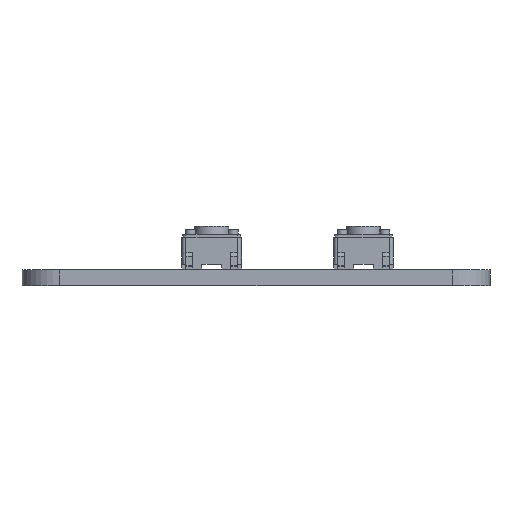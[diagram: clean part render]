
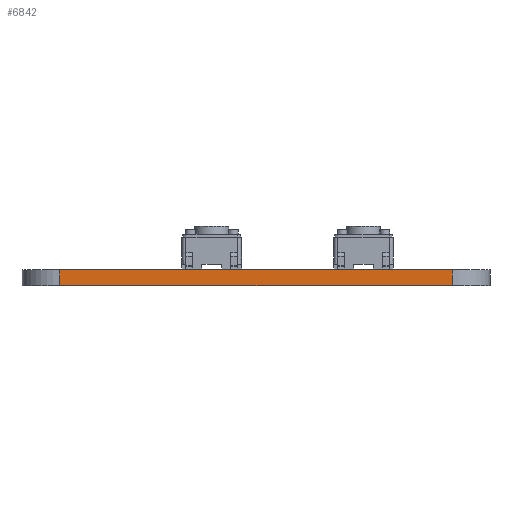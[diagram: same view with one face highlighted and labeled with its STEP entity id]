
A CAD part, left-side view. The second image highlights one B-rep face of the part: STEP entity #6842.
In plain terms, the highlighted planar face has unit normal (-1, 0, 0).
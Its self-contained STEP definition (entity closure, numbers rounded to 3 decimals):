
#6659 = CYLINDRICAL_SURFACE('',#6660,3.81);
#6660 = AXIS2_PLACEMENT_3D('',#6661,#6662,#6663);
#6661 = CARTESIAN_POINT('',(109.22,-97.79,0.));
#6662 = DIRECTION('',(-0.,-0.,-1.));
#6663 = DIRECTION('',(1.,0.,-0.));
#6684 = VERTEX_POINT('',#6685);
#6685 = CARTESIAN_POINT('',(105.41,-97.79,1.6));
#6700 = PLANE('',#6701);
#6701 = AXIS2_PLACEMENT_3D('',#6702,#6703,#6704);
#6702 = CARTESIAN_POINT('',(137.16,-117.475,1.6));
#6703 = DIRECTION('',(0.,0.,1.));
#6704 = DIRECTION('',(1.,0.,-0.));
#6712 = EDGE_CURVE('',#6713,#6684,#6715,.T.);
#6713 = VERTEX_POINT('',#6714);
#6714 = CARTESIAN_POINT('',(105.41,-97.79,0.));
#6715 = SURFACE_CURVE('',#6716,(#6720,#6727),.PCURVE_S1.);
#6716 = LINE('',#6717,#6718);
#6717 = CARTESIAN_POINT('',(105.41,-97.79,0.));
#6718 = VECTOR('',#6719,1.);
#6719 = DIRECTION('',(0.,0.,1.));
#6720 = PCURVE('',#6659,#6721);
#6721 = DEFINITIONAL_REPRESENTATION('',(#6722),#6726);
#6722 = LINE('',#6723,#6724);
#6723 = CARTESIAN_POINT('',(-3.142,0.));
#6724 = VECTOR('',#6725,1.);
#6725 = DIRECTION('',(-0.,-1.));
#6726 = ( GEOMETRIC_REPRESENTATION_CONTEXT(2) 
PARAMETRIC_REPRESENTATION_CONTEXT() REPRESENTATION_CONTEXT('2D SPACE',''
  ) );
#6727 = PCURVE('',#6728,#6733);
#6728 = PLANE('',#6729);
#6729 = AXIS2_PLACEMENT_3D('',#6730,#6731,#6732);
#6730 = CARTESIAN_POINT('',(105.41,-137.16,0.));
#6731 = DIRECTION('',(-1.,0.,0.));
#6732 = DIRECTION('',(0.,1.,0.));
#6733 = DEFINITIONAL_REPRESENTATION('',(#6734),#6738);
#6734 = LINE('',#6735,#6736);
#6735 = CARTESIAN_POINT('',(39.37,0.));
#6736 = VECTOR('',#6737,1.);
#6737 = DIRECTION('',(0.,-1.));
#6738 = ( GEOMETRIC_REPRESENTATION_CONTEXT(2) 
PARAMETRIC_REPRESENTATION_CONTEXT() REPRESENTATION_CONTEXT('2D SPACE',''
  ) );
#6755 = PLANE('',#6756);
#6756 = AXIS2_PLACEMENT_3D('',#6757,#6758,#6759);
#6757 = CARTESIAN_POINT('',(137.16,-117.475,0.));
#6758 = DIRECTION('',(0.,0.,1.));
#6759 = DIRECTION('',(1.,0.,-0.));
#6842 = ADVANCED_FACE('',(#6843),#6728,.T.);
#6843 = FACE_BOUND('',#6844,.T.);
#6844 = EDGE_LOOP('',(#6845,#6875,#6896,#6897));
#6845 = ORIENTED_EDGE('',*,*,#6846,.T.);
#6846 = EDGE_CURVE('',#6847,#6849,#6851,.T.);
#6847 = VERTEX_POINT('',#6848);
#6848 = CARTESIAN_POINT('',(105.41,-137.16,0.));
#6849 = VERTEX_POINT('',#6850);
#6850 = CARTESIAN_POINT('',(105.41,-137.16,1.6));
#6851 = SURFACE_CURVE('',#6852,(#6856,#6863),.PCURVE_S1.);
#6852 = LINE('',#6853,#6854);
#6853 = CARTESIAN_POINT('',(105.41,-137.16,0.));
#6854 = VECTOR('',#6855,1.);
#6855 = DIRECTION('',(0.,0.,1.));
#6856 = PCURVE('',#6728,#6857);
#6857 = DEFINITIONAL_REPRESENTATION('',(#6858),#6862);
#6858 = LINE('',#6859,#6860);
#6859 = CARTESIAN_POINT('',(0.,0.));
#6860 = VECTOR('',#6861,1.);
#6861 = DIRECTION('',(0.,-1.));
#6862 = ( GEOMETRIC_REPRESENTATION_CONTEXT(2) 
PARAMETRIC_REPRESENTATION_CONTEXT() REPRESENTATION_CONTEXT('2D SPACE',''
  ) );
#6863 = PCURVE('',#6864,#6869);
#6864 = CYLINDRICAL_SURFACE('',#6865,3.81);
#6865 = AXIS2_PLACEMENT_3D('',#6866,#6867,#6868);
#6866 = CARTESIAN_POINT('',(109.22,-137.16,0.));
#6867 = DIRECTION('',(-0.,-0.,-1.));
#6868 = DIRECTION('',(1.,0.,-0.));
#6869 = DEFINITIONAL_REPRESENTATION('',(#6870),#6874);
#6870 = LINE('',#6871,#6872);
#6871 = CARTESIAN_POINT('',(-3.142,0.));
#6872 = VECTOR('',#6873,1.);
#6873 = DIRECTION('',(-0.,-1.));
#6874 = ( GEOMETRIC_REPRESENTATION_CONTEXT(2) 
PARAMETRIC_REPRESENTATION_CONTEXT() REPRESENTATION_CONTEXT('2D SPACE',''
  ) );
#6875 = ORIENTED_EDGE('',*,*,#6876,.T.);
#6876 = EDGE_CURVE('',#6849,#6684,#6877,.T.);
#6877 = SURFACE_CURVE('',#6878,(#6882,#6889),.PCURVE_S1.);
#6878 = LINE('',#6879,#6880);
#6879 = CARTESIAN_POINT('',(105.41,-137.16,1.6));
#6880 = VECTOR('',#6881,1.);
#6881 = DIRECTION('',(0.,1.,0.));
#6882 = PCURVE('',#6728,#6883);
#6883 = DEFINITIONAL_REPRESENTATION('',(#6884),#6888);
#6884 = LINE('',#6885,#6886);
#6885 = CARTESIAN_POINT('',(0.,-1.6));
#6886 = VECTOR('',#6887,1.);
#6887 = DIRECTION('',(1.,0.));
#6888 = ( GEOMETRIC_REPRESENTATION_CONTEXT(2) 
PARAMETRIC_REPRESENTATION_CONTEXT() REPRESENTATION_CONTEXT('2D SPACE',''
  ) );
#6889 = PCURVE('',#6700,#6890);
#6890 = DEFINITIONAL_REPRESENTATION('',(#6891),#6895);
#6891 = LINE('',#6892,#6893);
#6892 = CARTESIAN_POINT('',(-31.75,-19.685));
#6893 = VECTOR('',#6894,1.);
#6894 = DIRECTION('',(0.,1.));
#6895 = ( GEOMETRIC_REPRESENTATION_CONTEXT(2) 
PARAMETRIC_REPRESENTATION_CONTEXT() REPRESENTATION_CONTEXT('2D SPACE',''
  ) );
#6896 = ORIENTED_EDGE('',*,*,#6712,.F.);
#6897 = ORIENTED_EDGE('',*,*,#6898,.F.);
#6898 = EDGE_CURVE('',#6847,#6713,#6899,.T.);
#6899 = SURFACE_CURVE('',#6900,(#6904,#6911),.PCURVE_S1.);
#6900 = LINE('',#6901,#6902);
#6901 = CARTESIAN_POINT('',(105.41,-137.16,0.));
#6902 = VECTOR('',#6903,1.);
#6903 = DIRECTION('',(0.,1.,0.));
#6904 = PCURVE('',#6728,#6905);
#6905 = DEFINITIONAL_REPRESENTATION('',(#6906),#6910);
#6906 = LINE('',#6907,#6908);
#6907 = CARTESIAN_POINT('',(0.,0.));
#6908 = VECTOR('',#6909,1.);
#6909 = DIRECTION('',(1.,0.));
#6910 = ( GEOMETRIC_REPRESENTATION_CONTEXT(2) 
PARAMETRIC_REPRESENTATION_CONTEXT() REPRESENTATION_CONTEXT('2D SPACE',''
  ) );
#6911 = PCURVE('',#6755,#6912);
#6912 = DEFINITIONAL_REPRESENTATION('',(#6913),#6917);
#6913 = LINE('',#6914,#6915);
#6914 = CARTESIAN_POINT('',(-31.75,-19.685));
#6915 = VECTOR('',#6916,1.);
#6916 = DIRECTION('',(0.,1.));
#6917 = ( GEOMETRIC_REPRESENTATION_CONTEXT(2) 
PARAMETRIC_REPRESENTATION_CONTEXT() REPRESENTATION_CONTEXT('2D SPACE',''
  ) );
